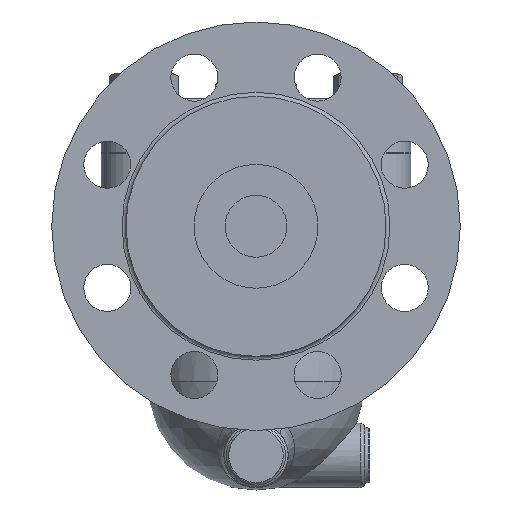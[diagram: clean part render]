
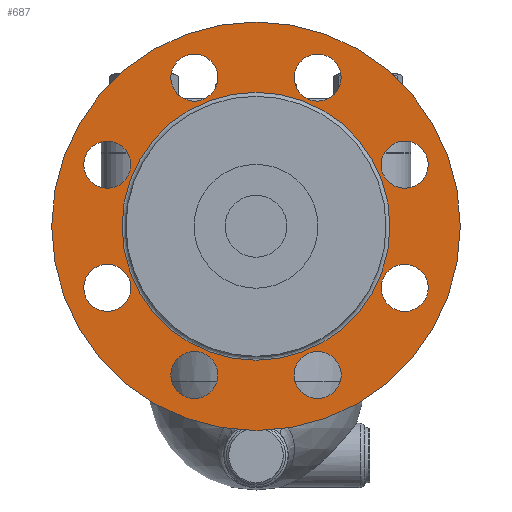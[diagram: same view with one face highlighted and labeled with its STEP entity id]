
A CAD part, left-side view. The second image highlights one B-rep face of the part: STEP entity #687.
In plain terms, the highlighted free-form (B-spline) face has degree [1, 1] with [2, 2] control points.
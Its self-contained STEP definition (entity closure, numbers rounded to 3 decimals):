
#84=CARTESIAN_POINT('',(-138.,-53.335,-11.343));
#85=VERTEX_POINT('',#84);
#86=CARTESIAN_POINT('',(-138.,-60.052,-4.626));
#87=DIRECTION('',(1.0,0.,0.));
#88=DIRECTION('',(0.,0.707,-0.707));
#89=AXIS2_PLACEMENT_3D('',#86,#87,#88);
#90=CIRCLE('',#89,9.5);
#91=EDGE_CURVE('',#85,#85,#90,.T.);
#112=CARTESIAN_POINT('',(-138.,-50.552,-54.374));
#113=VERTEX_POINT('',#112);
#114=CARTESIAN_POINT('',(-138.0,-60.052,-54.374));
#115=DIRECTION('',(1.0,0.0,0.0));
#116=DIRECTION('',(0.0,1.0,0.0));
#117=AXIS2_PLACEMENT_3D('',#114,#115,#116);
#118=CIRCLE('',#117,9.5);
#119=EDGE_CURVE('',#113,#113,#118,.T.);
#140=CARTESIAN_POINT('',(-138.0,-18.157,-82.835));
#141=VERTEX_POINT('',#140);
#142=CARTESIAN_POINT('',(-138.0,-24.874,-89.552));
#143=DIRECTION('',(1.0,0.,0.));
#144=DIRECTION('',(0.,0.707,0.707));
#145=AXIS2_PLACEMENT_3D('',#142,#143,#144);
#146=CIRCLE('',#145,9.5);
#147=EDGE_CURVE('',#141,#141,#146,.T.);
#168=CARTESIAN_POINT('',(-138.,24.874,-80.052));
#169=VERTEX_POINT('',#168);
#170=CARTESIAN_POINT('',(-138.,24.874,-89.552));
#171=DIRECTION('',(1.0,0.0,0.0));
#172=DIRECTION('',(0.0,0.0,1.0));
#173=AXIS2_PLACEMENT_3D('',#170,#171,#172);
#174=CIRCLE('',#173,9.5);
#175=EDGE_CURVE('',#169,#169,#174,.T.);
#196=CARTESIAN_POINT('',(-138.,53.335,-47.657));
#197=VERTEX_POINT('',#196);
#198=CARTESIAN_POINT('',(-138.,60.052,-54.374));
#199=DIRECTION('',(1.,0.,0.));
#200=DIRECTION('',(0.,-0.707,0.707));
#201=AXIS2_PLACEMENT_3D('',#198,#199,#200);
#202=CIRCLE('',#201,9.5);
#203=EDGE_CURVE('',#197,#197,#202,.T.);
#224=CARTESIAN_POINT('',(-138.,50.552,-4.626));
#225=VERTEX_POINT('',#224);
#226=CARTESIAN_POINT('',(-138.,60.052,-4.626));
#227=DIRECTION('',(1.0,0.0,0.0));
#228=DIRECTION('',(0.0,-1.0,0.0));
#229=AXIS2_PLACEMENT_3D('',#226,#227,#228);
#230=CIRCLE('',#229,9.5);
#231=EDGE_CURVE('',#225,#225,#230,.T.);
#252=CARTESIAN_POINT('',(-138.,18.157,23.835));
#253=VERTEX_POINT('',#252);
#254=CARTESIAN_POINT('',(-138.,24.874,30.552));
#255=DIRECTION('',(1.,0.,0.));
#256=DIRECTION('',(0.,-0.707,-0.707));
#257=AXIS2_PLACEMENT_3D('',#254,#255,#256);
#258=CIRCLE('',#257,9.5);
#259=EDGE_CURVE('',#253,#253,#258,.T.);
#280=CARTESIAN_POINT('',(-138.,-24.874,21.052));
#281=VERTEX_POINT('',#280);
#282=CARTESIAN_POINT('',(-138.,-24.874,30.552));
#283=DIRECTION('',(1.0,0.0,0.0));
#284=DIRECTION('',(0.0,0.0,-1.0));
#285=AXIS2_PLACEMENT_3D('',#282,#283,#284);
#286=CIRCLE('',#285,9.5);
#287=EDGE_CURVE('',#281,#281,#286,.T.);
#411=CARTESIAN_POINT('',(-138.,0.0,53.));
#412=VERTEX_POINT('',#411);
#413=CARTESIAN_POINT('',(-138.,0.0,-29.5));
#414=DIRECTION('',(-1.0,0.0,0.0));
#415=DIRECTION('',(0.0,0.0,1.0));
#416=AXIS2_PLACEMENT_3D('',#413,#414,#415);
#417=CIRCLE('',#416,82.5);
#418=EDGE_CURVE('',#412,#412,#417,.T.);
#599=CARTESIAN_POINT('',(-138.,0.,24.6));
#600=VERTEX_POINT('',#599);
#601=CARTESIAN_POINT('',(-138.,0.0,-29.5));
#602=DIRECTION('',(1.0,0.0,0.0));
#603=DIRECTION('',(0.0,0.0,-1.0));
#604=AXIS2_PLACEMENT_3D('',#601,#602,#603);
#605=CIRCLE('',#604,54.1);
#606=EDGE_CURVE('',#600,#600,#605,.T.);
#652=CARTESIAN_POINT('',(-138.,82.5,53.));
#653=CARTESIAN_POINT('',(-138.,82.5,-112.));
#654=CARTESIAN_POINT('',(-138.,-82.5,53.));
#655=CARTESIAN_POINT('',(-138.,-82.5,-112.));
#656=B_SPLINE_SURFACE_WITH_KNOTS('',1,1,((#652,#654),(#653,#655)),.UNSPECIFIED.,.F.,.F.,.U.,(2,2),(2,2),(0.0,165.0),(0.0,165.0),.UNSPECIFIED.);
#657=ORIENTED_EDGE('',*,*,#418,.T.);
#658=EDGE_LOOP('',(#657));
#659=FACE_OUTER_BOUND('',#658,.T.);
#660=ORIENTED_EDGE('',*,*,#91,.T.);
#661=EDGE_LOOP('',(#660));
#662=FACE_BOUND('',#661,.T.);
#663=ORIENTED_EDGE('',*,*,#119,.T.);
#664=EDGE_LOOP('',(#663));
#665=FACE_BOUND('',#664,.T.);
#666=ORIENTED_EDGE('',*,*,#147,.T.);
#667=EDGE_LOOP('',(#666));
#668=FACE_BOUND('',#667,.T.);
#669=ORIENTED_EDGE('',*,*,#175,.T.);
#670=EDGE_LOOP('',(#669));
#671=FACE_BOUND('',#670,.T.);
#672=ORIENTED_EDGE('',*,*,#203,.T.);
#673=EDGE_LOOP('',(#672));
#674=FACE_BOUND('',#673,.T.);
#675=ORIENTED_EDGE('',*,*,#231,.T.);
#676=EDGE_LOOP('',(#675));
#677=FACE_BOUND('',#676,.T.);
#678=ORIENTED_EDGE('',*,*,#259,.T.);
#679=EDGE_LOOP('',(#678));
#680=FACE_BOUND('',#679,.T.);
#681=ORIENTED_EDGE('',*,*,#287,.T.);
#682=EDGE_LOOP('',(#681));
#683=FACE_BOUND('',#682,.T.);
#684=ORIENTED_EDGE('',*,*,#606,.T.);
#685=EDGE_LOOP('',(#684));
#686=FACE_BOUND('',#685,.T.);
#687=ADVANCED_FACE('',(#659,#662,#665,#668,#671,#674,#677,#680,#683,#686),#656,.T.);
